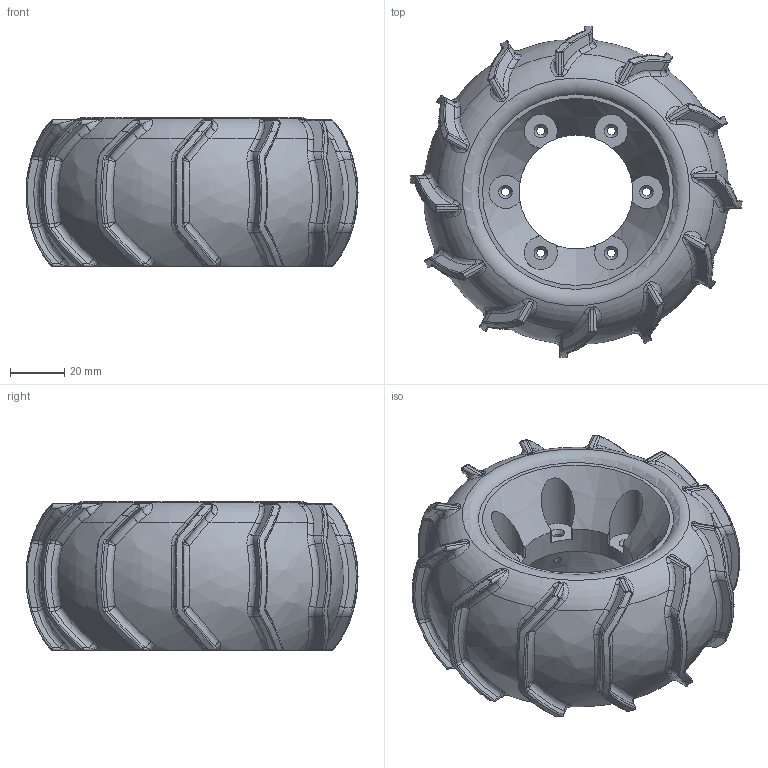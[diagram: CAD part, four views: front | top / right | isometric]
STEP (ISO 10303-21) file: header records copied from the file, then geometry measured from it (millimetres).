
FILE_DESCRIPTION((''),'2;1');
FILE_NAME('Palmiga_ORC_SnowDirt-Tire.stp','2014-11-03T13:59:10',('tpm'),(''),'Autodesk Inventor 2012','Autodesk Inventor 2012','');
FILE_SCHEMA(('AUTOMOTIVE_DESIGN { 1 0 10303 214 1 1 1 1 }'));
Length unit declared in the file: millimetre
Products named in the file (1): Palmiga_ORC_SnowDirt-Tire
Bounding box: 122.53 x 122.53 x 54.79 mm (x, y, z)
Volume: 169359.6 mm3; surface area: 76451.8 mm2
Topology: 1 solids, 2 shells, 687 faces, 1593 edges, 907 vertices
Faces by surface type: bspline 361, cylinder 122, plane 93, torus 53, sphere 48, cone 10
Full cylindrical faces by diameter (mm): 3 x6, 42 x1, 75 x1
Entity records: 28729 total; most frequent: CARTESIAN_POINT 15511, ORIENTED_EDGE 3110, DIRECTION 2108, EDGE_CURVE 1555, AXIS2_PLACEMENT_3D 946, VERTEX_POINT 895, EDGE_LOOP 726, B_SPLINE_CURVE_WITH_KNOTS 720
